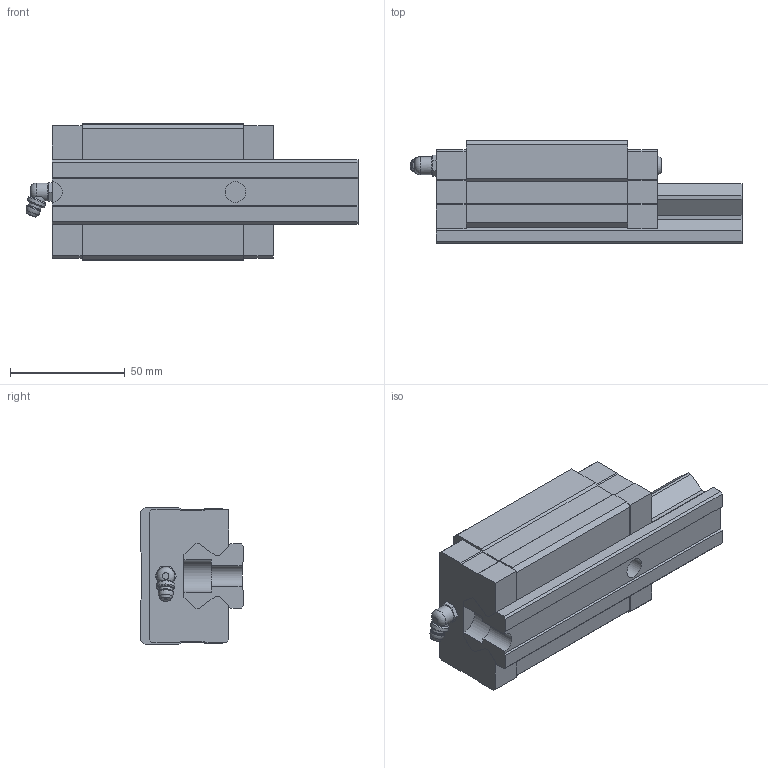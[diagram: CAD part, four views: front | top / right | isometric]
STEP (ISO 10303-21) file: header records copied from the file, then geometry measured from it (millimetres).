
FILE_DESCRIPTION(/* description */ ('STEP AP214'),/* implementation_level */ '2;1');
FILE_NAME(/* name */ 'LSH30HN1X133.5S0AN-M6',/* time_stamp */ '2022-10-31T20:08:33+01:00',/* author */ ('License CC BY-ND 4.0'),/* organization */ ('CADENAS'),/* preprocessor_version */ 'ST-DEVELOPER v18.102',/* originating_system */ 'PARTsolutions',/* authorisation */ ' ');
FILE_SCHEMA (('AUTOMOTIVE_DESIGN {1 0 10303 214 3 1 1}'));
Length unit declared in the file: millimetre
Products named in the file (4): LSH30HN1X133.5S0AN-M6; LSH30BK-HN-N-A-M6; LSH30RLX133.5-S0-N-D; LSH30HN1X133.5S0AN-M6_d
Assembly tree (3 placements, depth 2):
  LSH30HN1X133.5S0AN-M6
    LSH30BK-HN-N-A-M6
    LSH30RLX133.5-S0-N-D
    LSH30HN1X133.5S0AN-M6_d
Bounding box: 144.86 x 45 x 60 mm (x, y, z)
Volume: 244266 mm3; surface area: 43992.5 mm2
Topology: 2 solids, 2 shells, 152 faces, 402 edges, 264 vertices
Faces by surface type: plane 124, cylinder 14, cone 8, torus 5, sphere 1
Full cylindrical faces by diameter (mm): 5.5 x1, 6.6 x1, 6.647 x4, 7.85 x1, 8 x1, 9 x1, 14.2 x1
Entity records: 4590 total; most frequent: CARTESIAN_POINT 854, ORIENTED_EDGE 744, DIRECTION 710, EDGE_CURVE 372, LINE 310, VECTOR 310, VERTEX_POINT 257, AXIS2_PLACEMENT_3D 200
